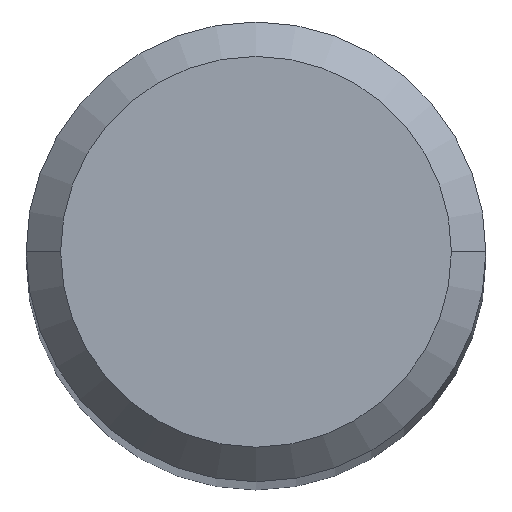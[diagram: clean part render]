
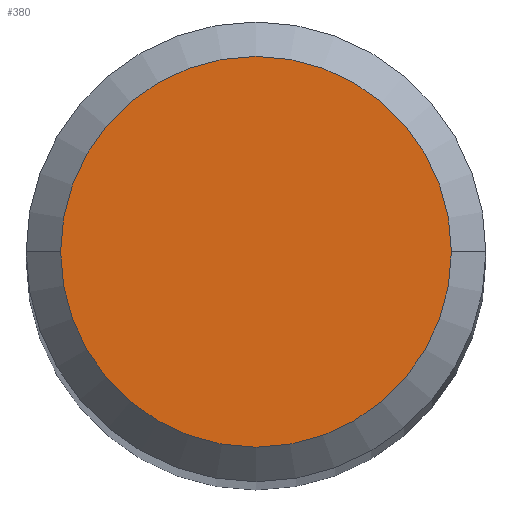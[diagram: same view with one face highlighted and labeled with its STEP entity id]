
A CAD part, top view. The second image highlights one B-rep face of the part: STEP entity #380.
In plain terms, the highlighted planar face has unit normal (0, 0, 1).
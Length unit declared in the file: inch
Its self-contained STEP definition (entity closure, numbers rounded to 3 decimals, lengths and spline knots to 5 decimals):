
#7 = DIRECTION ( 'NONE',  ( 1., 0., 0. ) ) ;
#34 = ORIENTED_EDGE ( 'NONE', *, *, #396, .T. ) ;
#44 = CARTESIAN_POINT ( 'NONE',  ( 0., 0., 0. ) ) ;
#69 = DIRECTION ( 'NONE',  ( -1., 0., 0. ) ) ;
#83 = CIRCLE ( 'NONE', #292, 0.10039 ) ;
#104 = EDGE_CURVE ( 'NONE', #300, #353, #83, .T. ) ;
#107 = CIRCLE ( 'NONE', #434, 0.10039 ) ;
#108 = DIRECTION ( 'NONE',  ( 0., 0., 1. ) ) ;
#159 = DIRECTION ( 'NONE',  ( 1., 0., 0. ) ) ;
#247 = FACE_OUTER_BOUND ( 'NONE', #259, .T. ) ;
#251 = PLANE ( 'NONE',  #253 ) ;
#253 = AXIS2_PLACEMENT_3D ( 'NONE', #438, #399, #69 ) ;
#259 = EDGE_LOOP ( 'NONE', ( #34, #406 ) ) ;
#292 = AXIS2_PLACEMENT_3D ( 'NONE', #44, #455, #159 ) ;
#300 = VERTEX_POINT ( 'NONE', #320 ) ;
#320 = CARTESIAN_POINT ( 'NONE',  ( 0.10039, 0., 0. ) ) ;
#346 = CARTESIAN_POINT ( 'NONE',  ( -0.10039, 0., 0. ) ) ;
#353 = VERTEX_POINT ( 'NONE', #346 ) ;
#359 = CARTESIAN_POINT ( 'NONE',  ( 0., 0., 0. ) ) ;
#380 = ADVANCED_FACE ( 'NONE', ( #247 ), #251, .F. ) ;
#396 = EDGE_CURVE ( 'NONE', #353, #300, #107, .T. ) ;
#399 = DIRECTION ( 'NONE',  ( 0., 0., -1. ) ) ;
#406 = ORIENTED_EDGE ( 'NONE', *, *, #104, .T. ) ;
#434 = AXIS2_PLACEMENT_3D ( 'NONE', #359, #108, #7 ) ;
#438 = CARTESIAN_POINT ( 'NONE',  ( 0., 0., 0. ) ) ;
#455 = DIRECTION ( 'NONE',  ( 0., 0., 1. ) ) ;
